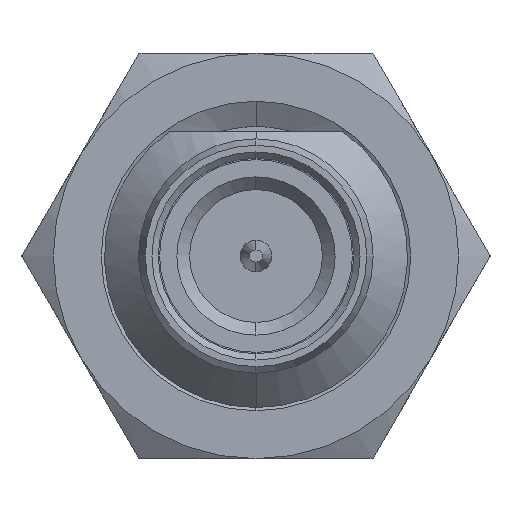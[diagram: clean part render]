
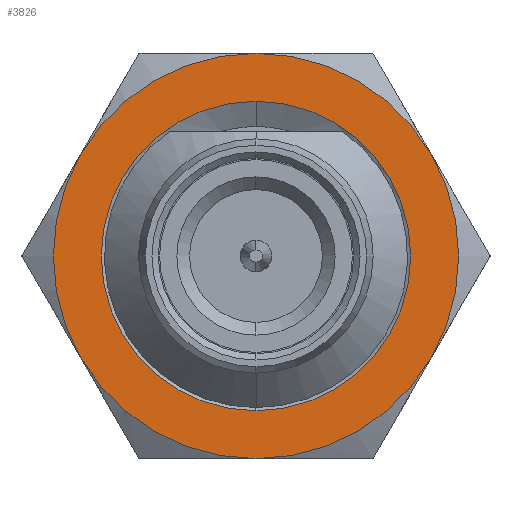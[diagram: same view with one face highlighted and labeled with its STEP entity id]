
A CAD part, left-side view. The second image highlights one B-rep face of the part: STEP entity #3826.
In plain terms, the highlighted face is planar.
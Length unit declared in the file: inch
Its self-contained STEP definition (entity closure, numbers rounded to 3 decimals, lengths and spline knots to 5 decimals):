
#86 = ORIENTED_EDGE ( 'NONE', *, *, #1535, .F. ) ;
#382 = CIRCLE ( 'NONE', #8052, 0.125 ) ;
#391 = CARTESIAN_POINT ( 'NONE',  ( 0.0625, -0.10825, -0.59843 ) ) ;
#452 = DIRECTION ( 'NONE',  ( -1., 0., 0. ) ) ;
#474 = ORIENTED_EDGE ( 'NONE', *, *, #9026, .F. ) ;
#506 = DIRECTION ( 'NONE',  ( -1., 0., 0. ) ) ;
#670 = AXIS2_PLACEMENT_3D ( 'NONE', #8366, #7431, #11018 ) ;
#800 = ORIENTED_EDGE ( 'NONE', *, *, #3541, .T. ) ;
#1016 = DIRECTION ( 'NONE',  ( -1., 0., 0. ) ) ;
#1110 = DIRECTION ( 'NONE',  ( 1., 0., 0. ) ) ;
#1167 = EDGE_CURVE ( 'NONE', #1405, #5763, #4973, .T. ) ;
#1277 = ORIENTED_EDGE ( 'NONE', *, *, #9646, .T. ) ;
#1405 = VERTEX_POINT ( 'NONE', #6491 ) ;
#1497 = DIRECTION ( 'NONE',  ( 0., 0., -1. ) ) ;
#1535 = EDGE_CURVE ( 'NONE', #7735, #7527, #10977, .T. ) ;
#1656 = CARTESIAN_POINT ( 'NONE',  ( -0.0625, -0.10825, -0.59843 ) ) ;
#1768 = ORIENTED_EDGE ( 'NONE', *, *, #9939, .T. ) ;
#1951 = CARTESIAN_POINT ( 'NONE',  ( -0.0625, 0.10825, -0.59843 ) ) ;
#2467 = AXIS2_PLACEMENT_3D ( 'NONE', #10834, #5479, #1016 ) ;
#2510 = AXIS2_PLACEMENT_3D ( 'NONE', #7586, #5574, #10931 ) ;
#2702 = CIRCLE ( 'NONE', #9268, 0.125 ) ;
#3043 = VERTEX_POINT ( 'NONE', #11222 ) ;
#3137 = CARTESIAN_POINT ( 'NONE',  ( 0., 0., -0.59843 ) ) ;
#3231 = CARTESIAN_POINT ( 'NONE',  ( 0.125, 0., -0.59843 ) ) ;
#3239 = EDGE_CURVE ( 'NONE', #3043, #5145, #6083, .T. ) ;
#3541 = EDGE_CURVE ( 'NONE', #5145, #8824, #2702, .T. ) ;
#3826 = ADVANCED_FACE ( 'NONE', ( #8101, #8039 ), #6460, .F. ) ;
#4258 = CARTESIAN_POINT ( 'NONE',  ( 0., 0., -0.59843 ) ) ;
#4973 = CIRCLE ( 'NONE', #11184, 0.125 ) ;
#5019 = EDGE_LOOP ( 'NONE', ( #86, #474 ) ) ;
#5145 = VERTEX_POINT ( 'NONE', #3231 ) ;
#5479 = DIRECTION ( 'NONE',  ( 0., 0., -1. ) ) ;
#5574 = DIRECTION ( 'NONE',  ( 0., 0., -1. ) ) ;
#5763 = VERTEX_POINT ( 'NONE', #1951 ) ;
#5882 = DIRECTION ( 'NONE',  ( 0., 0., -1. ) ) ;
#5899 = EDGE_LOOP ( 'NONE', ( #9867, #1277, #10681, #800, #1768, #11079 ) ) ;
#5942 = CARTESIAN_POINT ( 'NONE',  ( 0., 0., -0.59843 ) ) ;
#6083 = CIRCLE ( 'NONE', #2510, 0.125 ) ;
#6102 = VERTEX_POINT ( 'NONE', #1656 ) ;
#6359 = AXIS2_PLACEMENT_3D ( 'NONE', #4258, #1497, #10547 ) ;
#6460 = PLANE ( 'NONE',  #7028 ) ;
#6491 = CARTESIAN_POINT ( 'NONE',  ( -0.125, 0., -0.59843 ) ) ;
#6973 = CIRCLE ( 'NONE', #2467, 0.125 ) ;
#7028 = AXIS2_PLACEMENT_3D ( 'NONE', #10043, #9155, #1110 ) ;
#7431 = DIRECTION ( 'NONE',  ( 0., 0., -1. ) ) ;
#7502 = CARTESIAN_POINT ( 'NONE',  ( 0., 0., -0.59843 ) ) ;
#7527 = VERTEX_POINT ( 'NONE', #8876 ) ;
#7586 = CARTESIAN_POINT ( 'NONE',  ( 0., 0., -0.59843 ) ) ;
#7601 = DIRECTION ( 'NONE',  ( 0., 0., -1. ) ) ;
#7641 = CARTESIAN_POINT ( 'NONE',  ( -0.09547, 0., -0.59843 ) ) ;
#7698 = DIRECTION ( 'NONE',  ( -1., 0., 0. ) ) ;
#7735 = VERTEX_POINT ( 'NONE', #7641 ) ;
#8039 = FACE_OUTER_BOUND ( 'NONE', #5899, .T. ) ;
#8044 = CIRCLE ( 'NONE', #6359, 0.125 ) ;
#8052 = AXIS2_PLACEMENT_3D ( 'NONE', #11072, #7601, #452 ) ;
#8101 = FACE_BOUND ( 'NONE', #5019, .T. ) ;
#8366 = CARTESIAN_POINT ( 'NONE',  ( 0., 0., -0.59843 ) ) ;
#8498 = DIRECTION ( 'NONE',  ( 0., 0., -1. ) ) ;
#8532 = DIRECTION ( 'NONE',  ( 0., 0., -1. ) ) ;
#8603 = CIRCLE ( 'NONE', #11245, 0.09547 ) ;
#8741 = EDGE_CURVE ( 'NONE', #6102, #1405, #6973, .T. ) ;
#8824 = VERTEX_POINT ( 'NONE', #391 ) ;
#8876 = CARTESIAN_POINT ( 'NONE',  ( 0.09547, 0., -0.59843 ) ) ;
#9026 = EDGE_CURVE ( 'NONE', #7527, #7735, #8603, .T. ) ;
#9155 = DIRECTION ( 'NONE',  ( 0., 0., 1. ) ) ;
#9268 = AXIS2_PLACEMENT_3D ( 'NONE', #5942, #5882, #7698 ) ;
#9646 = EDGE_CURVE ( 'NONE', #5763, #3043, #8044, .T. ) ;
#9867 = ORIENTED_EDGE ( 'NONE', *, *, #1167, .T. ) ;
#9939 = EDGE_CURVE ( 'NONE', #8824, #6102, #382, .T. ) ;
#10043 = CARTESIAN_POINT ( 'NONE',  ( 0., 0.125, -0.59843 ) ) ;
#10325 = DIRECTION ( 'NONE',  ( -1., 0., 0. ) ) ;
#10547 = DIRECTION ( 'NONE',  ( -1., 0., 0. ) ) ;
#10681 = ORIENTED_EDGE ( 'NONE', *, *, #3239, .T. ) ;
#10834 = CARTESIAN_POINT ( 'NONE',  ( 0., 0., -0.59843 ) ) ;
#10931 = DIRECTION ( 'NONE',  ( -1., 0., 0. ) ) ;
#10977 = CIRCLE ( 'NONE', #670, 0.09547 ) ;
#11018 = DIRECTION ( 'NONE',  ( -1., 0., 0. ) ) ;
#11072 = CARTESIAN_POINT ( 'NONE',  ( 0., 0., -0.59843 ) ) ;
#11079 = ORIENTED_EDGE ( 'NONE', *, *, #8741, .T. ) ;
#11184 = AXIS2_PLACEMENT_3D ( 'NONE', #7502, #8498, #10325 ) ;
#11222 = CARTESIAN_POINT ( 'NONE',  ( 0.0625, 0.10825, -0.59843 ) ) ;
#11245 = AXIS2_PLACEMENT_3D ( 'NONE', #3137, #8532, #506 ) ;
